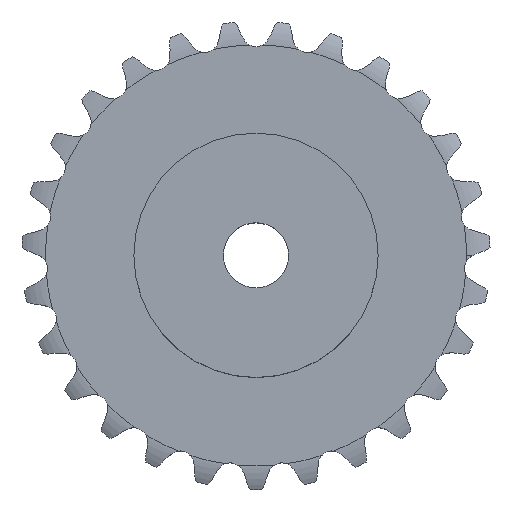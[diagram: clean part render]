
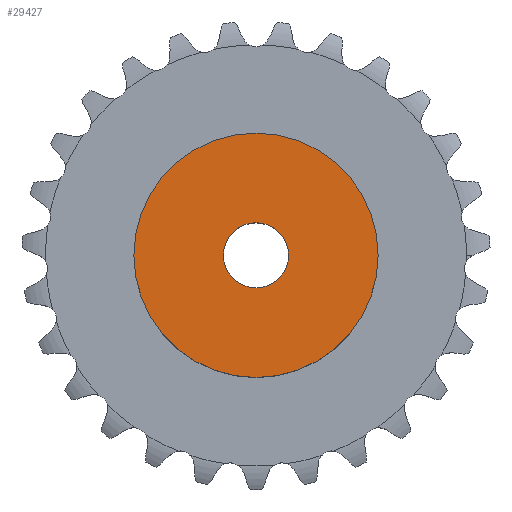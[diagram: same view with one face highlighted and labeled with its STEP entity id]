
A CAD part, top view. The second image highlights one B-rep face of the part: STEP entity #29427.
In plain terms, the highlighted planar face has unit normal (0, 0, 1).
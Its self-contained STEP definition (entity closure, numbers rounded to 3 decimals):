
#3615 = CYLINDRICAL_SURFACE('',#3616,15.);
#3616 = AXIS2_PLACEMENT_3D('',#3617,#3618,#3619);
#3617 = CARTESIAN_POINT('',(0.,0.,0.));
#3618 = DIRECTION('',(-0.,-0.,-1.));
#3619 = DIRECTION('',(1.,0.,0.));
#18778 = VERTEX_POINT('',#18779);
#18779 = CARTESIAN_POINT('',(15.,0.,16.));
#18800 = EDGE_CURVE('',#18778,#18778,#18801,.T.);
#18801 = SURFACE_CURVE('',#18802,(#18807,#18814),.PCURVE_S1.);
#18802 = CIRCLE('',#18803,15.);
#18803 = AXIS2_PLACEMENT_3D('',#18804,#18805,#18806);
#18804 = CARTESIAN_POINT('',(0.,0.,16.));
#18805 = DIRECTION('',(0.,0.,1.));
#18806 = DIRECTION('',(1.,0.,0.));
#18807 = PCURVE('',#3615,#18808);
#18808 = DEFINITIONAL_REPRESENTATION('',(#18809),#18813);
#18809 = LINE('',#18810,#18811);
#18810 = CARTESIAN_POINT('',(-0.,-16.));
#18811 = VECTOR('',#18812,1.);
#18812 = DIRECTION('',(-1.,0.));
#18813 = ( GEOMETRIC_REPRESENTATION_CONTEXT(2) 
PARAMETRIC_REPRESENTATION_CONTEXT() REPRESENTATION_CONTEXT('2D SPACE',''
  ) );
#18814 = PCURVE('',#18815,#18820);
#18815 = PLANE('',#18816);
#18816 = AXIS2_PLACEMENT_3D('',#18817,#18818,#18819);
#18817 = CARTESIAN_POINT('',(0.,0.,16.)
  );
#18818 = DIRECTION('',(0.,0.,1.));
#18819 = DIRECTION('',(1.,0.,0.));
#18820 = DEFINITIONAL_REPRESENTATION('',(#18821),#18825);
#18821 = CIRCLE('',#18822,15.);
#18822 = AXIS2_PLACEMENT_2D('',#18823,#18824);
#18823 = CARTESIAN_POINT('',(0.,0.));
#18824 = DIRECTION('',(1.,0.));
#18825 = ( GEOMETRIC_REPRESENTATION_CONTEXT(2) 
PARAMETRIC_REPRESENTATION_CONTEXT() REPRESENTATION_CONTEXT('2D SPACE',''
  ) );
#25020 = CYLINDRICAL_SURFACE('',#25021,4.);
#25021 = AXIS2_PLACEMENT_3D('',#25022,#25023,#25024);
#25022 = CARTESIAN_POINT('',(0.,0.,88.58));
#25023 = DIRECTION('',(0.,0.,1.));
#25024 = DIRECTION('',(1.,0.,0.));
#29427 = ADVANCED_FACE('',(#29428,#29431),#18815,.T.);
#29428 = FACE_BOUND('',#29429,.T.);
#29429 = EDGE_LOOP('',(#29430));
#29430 = ORIENTED_EDGE('',*,*,#18800,.T.);
#29431 = FACE_BOUND('',#29432,.T.);
#29432 = EDGE_LOOP('',(#29433));
#29433 = ORIENTED_EDGE('',*,*,#29434,.F.);
#29434 = EDGE_CURVE('',#29435,#29435,#29437,.T.);
#29435 = VERTEX_POINT('',#29436);
#29436 = CARTESIAN_POINT('',(4.,0.,16.));
#29437 = SURFACE_CURVE('',#29438,(#29443,#29450),.PCURVE_S1.);
#29438 = CIRCLE('',#29439,4.);
#29439 = AXIS2_PLACEMENT_3D('',#29440,#29441,#29442);
#29440 = CARTESIAN_POINT('',(0.,0.,16.));
#29441 = DIRECTION('',(0.,0.,1.));
#29442 = DIRECTION('',(1.,0.,0.));
#29443 = PCURVE('',#18815,#29444);
#29444 = DEFINITIONAL_REPRESENTATION('',(#29445),#29449);
#29445 = CIRCLE('',#29446,4.);
#29446 = AXIS2_PLACEMENT_2D('',#29447,#29448);
#29447 = CARTESIAN_POINT('',(0.,0.));
#29448 = DIRECTION('',(1.,0.));
#29449 = ( GEOMETRIC_REPRESENTATION_CONTEXT(2) 
PARAMETRIC_REPRESENTATION_CONTEXT() REPRESENTATION_CONTEXT('2D SPACE',''
  ) );
#29450 = PCURVE('',#25020,#29451);
#29451 = DEFINITIONAL_REPRESENTATION('',(#29452),#29456);
#29452 = LINE('',#29453,#29454);
#29453 = CARTESIAN_POINT('',(0.,-72.58));
#29454 = VECTOR('',#29455,1.);
#29455 = DIRECTION('',(1.,0.));
#29456 = ( GEOMETRIC_REPRESENTATION_CONTEXT(2) 
PARAMETRIC_REPRESENTATION_CONTEXT() REPRESENTATION_CONTEXT('2D SPACE',''
  ) );
